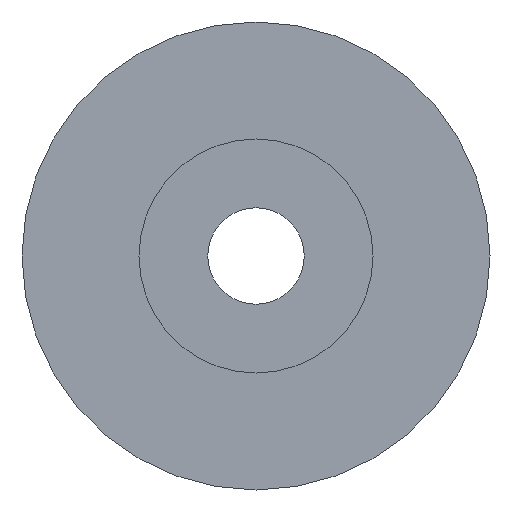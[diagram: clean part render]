
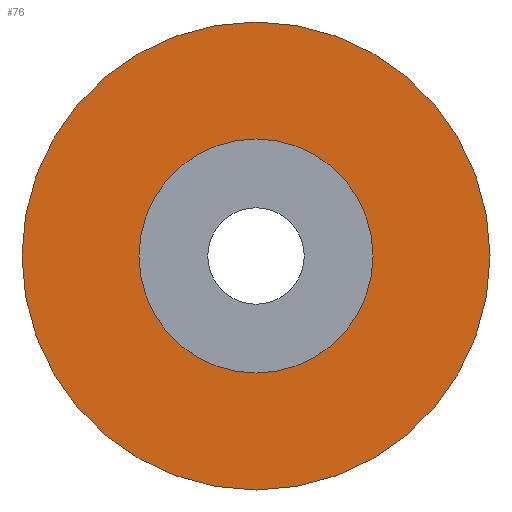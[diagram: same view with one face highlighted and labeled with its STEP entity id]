
A CAD part, front view. The second image highlights one B-rep face of the part: STEP entity #76.
In plain terms, the highlighted planar face has unit normal (0, -1, 0).
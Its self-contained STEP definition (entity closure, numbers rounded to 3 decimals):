
#11 = CIRCLE ( 'NONE', #36, 8. ) ;
#13 = CARTESIAN_POINT ( 'NONE',  ( 0., -3.5, -4. ) ) ;
#18 = DIRECTION ( 'NONE',  ( 0., 1., 0. ) ) ;
#29 = EDGE_CURVE ( 'NONE', #54, #185, #11, .T. ) ;
#36 = AXIS2_PLACEMENT_3D ( 'NONE', #115, #146, #255 ) ;
#45 = EDGE_CURVE ( 'NONE', #310, #183, #157, .T. ) ;
#54 = VERTEX_POINT ( 'NONE', #257 ) ;
#55 = FACE_OUTER_BOUND ( 'NONE', #165, .T. ) ;
#56 = DIRECTION ( 'NONE',  ( 0., 0., 1. ) ) ;
#63 = ORIENTED_EDGE ( 'NONE', *, *, #45, .T. ) ;
#65 = AXIS2_PLACEMENT_3D ( 'NONE', #277, #18, #233 ) ;
#76 = ADVANCED_FACE ( 'NONE', ( #55, #209 ), #169, .F. ) ;
#105 = AXIS2_PLACEMENT_3D ( 'NONE', #161, #311, #56 ) ;
#106 = ORIENTED_EDGE ( 'NONE', *, *, #180, .F. ) ;
#114 = ORIENTED_EDGE ( 'NONE', *, *, #184, .T. ) ;
#115 = CARTESIAN_POINT ( 'NONE',  ( 0., -3.5, 0. ) ) ;
#118 = AXIS2_PLACEMENT_3D ( 'NONE', #139, #315, #160 ) ;
#139 = CARTESIAN_POINT ( 'NONE',  ( 0., -3.5, 0. ) ) ;
#144 = CIRCLE ( 'NONE', #118, 8. ) ;
#146 = DIRECTION ( 'NONE',  ( 0., 1., 0. ) ) ;
#147 = CIRCLE ( 'NONE', #105, 4. ) ;
#157 = CIRCLE ( 'NONE', #200, 4. ) ;
#160 = DIRECTION ( 'NONE',  ( 0., 0., 1. ) ) ;
#161 = CARTESIAN_POINT ( 'NONE',  ( 0., -3.5, 0. ) ) ;
#162 = CARTESIAN_POINT ( 'NONE',  ( 0., -3.5, 8. ) ) ;
#165 = EDGE_LOOP ( 'NONE', ( #106, #295 ) ) ;
#169 = PLANE ( 'NONE',  #65 ) ;
#176 = CARTESIAN_POINT ( 'NONE',  ( 0., -3.5, 0. ) ) ;
#180 = EDGE_CURVE ( 'NONE', #185, #54, #144, .T. ) ;
#183 = VERTEX_POINT ( 'NONE', #196 ) ;
#184 = EDGE_CURVE ( 'NONE', #183, #310, #147, .T. ) ;
#185 = VERTEX_POINT ( 'NONE', #162 ) ;
#196 = CARTESIAN_POINT ( 'NONE',  ( 0., -3.5, 4. ) ) ;
#200 = AXIS2_PLACEMENT_3D ( 'NONE', #176, #206, #259 ) ;
#206 = DIRECTION ( 'NONE',  ( 0., 1., 0. ) ) ;
#209 = FACE_BOUND ( 'NONE', #260, .T. ) ;
#233 = DIRECTION ( 'NONE',  ( 0., 0., 1. ) ) ;
#255 = DIRECTION ( 'NONE',  ( 0., 0., 1. ) ) ;
#257 = CARTESIAN_POINT ( 'NONE',  ( 0., -3.5, -8. ) ) ;
#259 = DIRECTION ( 'NONE',  ( 0., 0., 1. ) ) ;
#260 = EDGE_LOOP ( 'NONE', ( #114, #63 ) ) ;
#277 = CARTESIAN_POINT ( 'NONE',  ( 8., -3.5, 0. ) ) ;
#295 = ORIENTED_EDGE ( 'NONE', *, *, #29, .F. ) ;
#310 = VERTEX_POINT ( 'NONE', #13 ) ;
#311 = DIRECTION ( 'NONE',  ( 0., 1., 0. ) ) ;
#315 = DIRECTION ( 'NONE',  ( 0., 1., 0. ) ) ;
